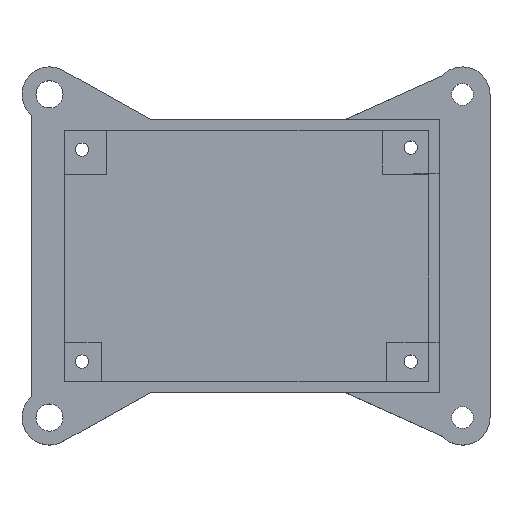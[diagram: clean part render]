
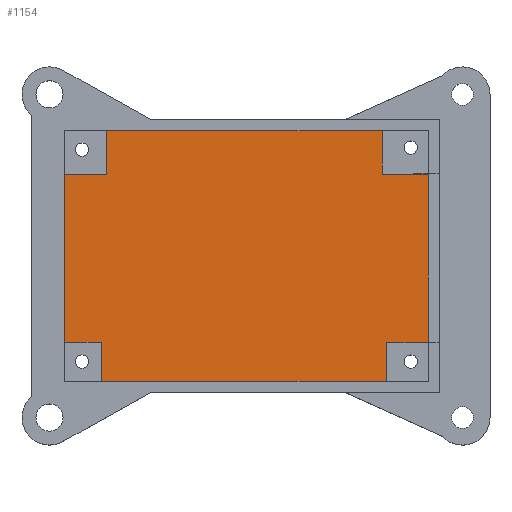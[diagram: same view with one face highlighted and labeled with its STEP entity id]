
A CAD part, top view. The second image highlights one B-rep face of the part: STEP entity #1154.
In plain terms, the highlighted planar face has unit normal (0, 0, 1).
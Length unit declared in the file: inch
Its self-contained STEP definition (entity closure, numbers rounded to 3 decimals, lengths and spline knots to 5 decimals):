
#97=FACE_OUTER_BOUND('',#166,.T.);
#166=EDGE_LOOP('',(#921,#922,#923,#924,#925,#926,#927,#928,#929,#930,#931,
#932,#933,#934,#935,#936));
#221=LINE('',#1635,#360);
#282=LINE('',#1801,#421);
#283=LINE('',#1803,#422);
#284=LINE('',#1805,#423);
#285=LINE('',#1807,#424);
#286=LINE('',#1809,#425);
#287=LINE('',#1811,#426);
#288=LINE('',#1813,#427);
#289=LINE('',#1815,#428);
#290=LINE('',#1817,#429);
#291=LINE('',#1819,#430);
#292=LINE('',#1821,#431);
#293=LINE('',#1822,#432);
#294=LINE('',#1824,#433);
#295=LINE('',#1826,#434);
#296=LINE('',#1827,#435);
#360=VECTOR('',#1318,0.3937);
#421=VECTOR('',#1465,0.3937);
#422=VECTOR('',#1466,0.3937);
#423=VECTOR('',#1467,0.3937);
#424=VECTOR('',#1468,0.3937);
#425=VECTOR('',#1469,0.3937);
#426=VECTOR('',#1470,0.3937);
#427=VECTOR('',#1471,0.3937);
#428=VECTOR('',#1472,0.3937);
#429=VECTOR('',#1473,0.3937);
#430=VECTOR('',#1474,0.3937);
#431=VECTOR('',#1475,0.3937);
#432=VECTOR('',#1476,0.3937);
#433=VECTOR('',#1477,0.3937);
#434=VECTOR('',#1478,0.3937);
#435=VECTOR('',#1479,0.3937);
#494=VERTEX_POINT('',#1632);
#495=VERTEX_POINT('',#1634);
#556=VERTEX_POINT('',#1799);
#557=VERTEX_POINT('',#1800);
#558=VERTEX_POINT('',#1802);
#559=VERTEX_POINT('',#1804);
#560=VERTEX_POINT('',#1806);
#561=VERTEX_POINT('',#1808);
#562=VERTEX_POINT('',#1810);
#563=VERTEX_POINT('',#1812);
#564=VERTEX_POINT('',#1814);
#565=VERTEX_POINT('',#1816);
#566=VERTEX_POINT('',#1818);
#567=VERTEX_POINT('',#1820);
#568=VERTEX_POINT('',#1823);
#569=VERTEX_POINT('',#1825);
#609=EDGE_CURVE('',#494,#495,#221,.T.);
#692=EDGE_CURVE('',#556,#557,#282,.T.);
#693=EDGE_CURVE('',#558,#556,#283,.T.);
#694=EDGE_CURVE('',#559,#558,#284,.T.);
#695=EDGE_CURVE('',#560,#559,#285,.T.);
#696=EDGE_CURVE('',#561,#560,#286,.T.);
#697=EDGE_CURVE('',#562,#561,#287,.T.);
#698=EDGE_CURVE('',#563,#562,#288,.T.);
#699=EDGE_CURVE('',#564,#563,#289,.T.);
#700=EDGE_CURVE('',#565,#564,#290,.T.);
#701=EDGE_CURVE('',#566,#565,#291,.T.);
#702=EDGE_CURVE('',#567,#566,#292,.T.);
#703=EDGE_CURVE('',#495,#567,#293,.T.);
#704=EDGE_CURVE('',#568,#494,#294,.T.);
#705=EDGE_CURVE('',#569,#568,#295,.T.);
#706=EDGE_CURVE('',#557,#569,#296,.T.);
#921=ORIENTED_EDGE('',*,*,#692,.F.);
#922=ORIENTED_EDGE('',*,*,#693,.F.);
#923=ORIENTED_EDGE('',*,*,#694,.F.);
#924=ORIENTED_EDGE('',*,*,#695,.F.);
#925=ORIENTED_EDGE('',*,*,#696,.F.);
#926=ORIENTED_EDGE('',*,*,#697,.F.);
#927=ORIENTED_EDGE('',*,*,#698,.F.);
#928=ORIENTED_EDGE('',*,*,#699,.F.);
#929=ORIENTED_EDGE('',*,*,#700,.F.);
#930=ORIENTED_EDGE('',*,*,#701,.F.);
#931=ORIENTED_EDGE('',*,*,#702,.F.);
#932=ORIENTED_EDGE('',*,*,#703,.F.);
#933=ORIENTED_EDGE('',*,*,#609,.F.);
#934=ORIENTED_EDGE('',*,*,#704,.F.);
#935=ORIENTED_EDGE('',*,*,#705,.F.);
#936=ORIENTED_EDGE('',*,*,#706,.F.);
#1105=PLANE('',#1247);
#1154=ADVANCED_FACE('',(#97),#1105,.T.);
#1247=AXIS2_PLACEMENT_3D('',#1798,#1463,#1464);
#1318=DIRECTION('',(1.,0.,0.));
#1463=DIRECTION('center_axis',(0.,0.,1.));
#1464=DIRECTION('ref_axis',(1.,0.,0.));
#1465=DIRECTION('',(1.,0.,0.));
#1466=DIRECTION('',(0.,1.,0.));
#1467=DIRECTION('',(-1.,0.,0.));
#1468=DIRECTION('',(0.,1.,0.));
#1469=DIRECTION('',(-1.,0.,0.));
#1470=DIRECTION('',(0.,-1.,0.));
#1471=DIRECTION('',(-1.,0.,0.));
#1472=DIRECTION('',(0.,1.,0.));
#1473=DIRECTION('',(-1.,0.,0.));
#1474=DIRECTION('',(0.,-1.,0.));
#1475=DIRECTION('',(1.,0.,0.));
#1476=DIRECTION('',(0.,1.,0.));
#1477=DIRECTION('',(0.,-1.,0.));
#1478=DIRECTION('',(1.,0.,0.));
#1479=DIRECTION('',(0.,1.,0.));
#1632=CARTESIAN_POINT('',(0.17109,1.42521,-0.105));
#1634=CARTESIAN_POINT('',(0.50949,1.42521,-0.105));
#1635=CARTESIAN_POINT('',(-0.24486,1.42521,-0.105));
#1798=CARTESIAN_POINT('Origin',(-0.83,0.8225,-0.105));
#1799=CARTESIAN_POINT('',(-2.1695,1.4204,-0.105));
#1800=CARTESIAN_POINT('',(-1.85952,1.4204,-0.105));
#1801=CARTESIAN_POINT('',(-1.42226,1.4204,-0.105));
#1802=CARTESIAN_POINT('',(-2.1695,0.18742,-0.105));
#1803=CARTESIAN_POINT('',(-2.1695,1.2835,-0.105));
#1804=CARTESIAN_POINT('',(-1.8973,0.18742,-0.105));
#1805=CARTESIAN_POINT('',(-1.4322,0.18742,-0.105));
#1806=CARTESIAN_POINT('',(-1.8973,-0.0995,-0.105));
#1807=CARTESIAN_POINT('',(-1.8973,0.43274,-0.105));
#1808=CARTESIAN_POINT('',(0.2033,-0.0995,-0.105));
#1809=CARTESIAN_POINT('',(-1.49975,-0.0995,-0.105));
#1810=CARTESIAN_POINT('',(0.2033,0.1835,-0.105));
#1811=CARTESIAN_POINT('',(0.2033,0.43225,-0.105));
#1812=CARTESIAN_POINT('',(0.5095,0.1835,-0.105));
#1813=CARTESIAN_POINT('',(-0.2368,0.1835,-0.105));
#1814=CARTESIAN_POINT('',(0.5095,-0.0995,-0.105));
#1815=CARTESIAN_POINT('',(0.5095,0.43225,-0.105));
#1816=CARTESIAN_POINT('',(0.5095,-0.0995,-0.105));
#1817=CARTESIAN_POINT('',(-1.49975,-0.0995,-0.105));
#1818=CARTESIAN_POINT('',(0.5095,1.7445,-0.105));
#1819=CARTESIAN_POINT('',(0.5095,0.3615,-0.105));
#1820=CARTESIAN_POINT('',(0.50949,1.7445,-0.105));
#1821=CARTESIAN_POINT('',(-0.16025,1.7445,-0.105));
#1822=CARTESIAN_POINT('',(0.50949,1.20368,-0.105));
#1823=CARTESIAN_POINT('',(0.17109,1.7445,-0.105));
#1824=CARTESIAN_POINT('',(0.17109,1.20368,-0.105));
#1825=CARTESIAN_POINT('',(-1.85952,1.7445,-0.105));
#1826=CARTESIAN_POINT('',(-0.16025,1.7445,-0.105));
#1827=CARTESIAN_POINT('',(-1.85952,1.20248,-0.105));
